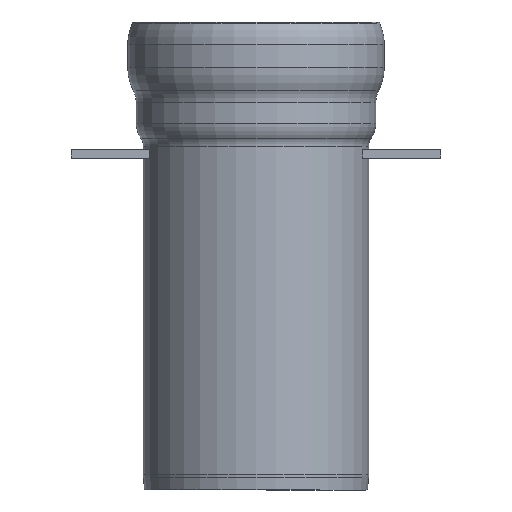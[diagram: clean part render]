
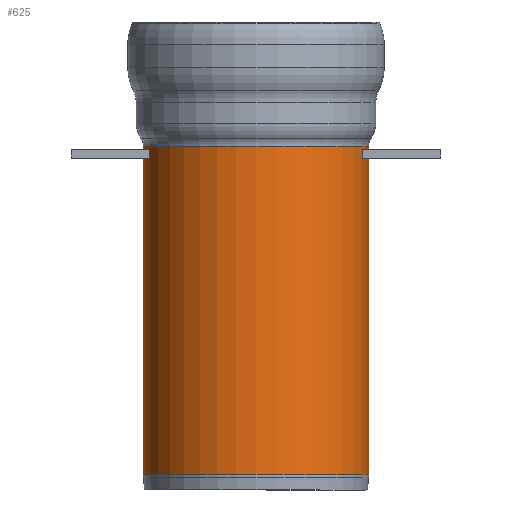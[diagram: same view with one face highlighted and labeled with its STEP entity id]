
A CAD part, front view. The second image highlights one B-rep face of the part: STEP entity #625.
In plain terms, the highlighted cylindrical face has radius 795 mm (diameter 1590 mm), a full revolution.
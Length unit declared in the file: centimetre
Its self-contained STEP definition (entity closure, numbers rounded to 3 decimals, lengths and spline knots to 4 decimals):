
#73=FACE_OUTER_BOUND('',#113,.T.);
#113=EDGE_LOOP('',(#459,#460,#461,#462,#463,#464));
#147=CIRCLE('',#669,79.5);
#151=CIRCLE('',#673,79.5);
#152=CIRCLE('',#675,79.5);
#153=CIRCLE('',#676,79.5);
#212=LINE('',#1669,#246);
#246=VECTOR('',#802,79.5);
#279=VERTEX_POINT('',#1655);
#280=VERTEX_POINT('',#1656);
#283=VERTEX_POINT('',#1665);
#284=VERTEX_POINT('',#1666);
#344=EDGE_CURVE('',#279,#280,#147,.T.);
#348=EDGE_CURVE('',#280,#279,#151,.T.);
#349=EDGE_CURVE('',#283,#284,#152,.T.);
#350=EDGE_CURVE('',#284,#283,#153,.T.);
#351=EDGE_CURVE('',#284,#279,#212,.T.);
#459=ORIENTED_EDGE('',*,*,#349,.F.);
#460=ORIENTED_EDGE('',*,*,#350,.F.);
#461=ORIENTED_EDGE('',*,*,#351,.T.);
#462=ORIENTED_EDGE('',*,*,#348,.F.);
#463=ORIENTED_EDGE('',*,*,#344,.F.);
#464=ORIENTED_EDGE('',*,*,#351,.F.);
#612=CYLINDRICAL_SURFACE('',#674,79.5);
#625=ADVANCED_FACE('',(#73),#612,.T.);
#669=AXIS2_PLACEMENT_3D('',#1657,#786,#787);
#673=AXIS2_PLACEMENT_3D('',#1663,#794,#795);
#674=AXIS2_PLACEMENT_3D('',#1664,#796,#797);
#675=AXIS2_PLACEMENT_3D('',#1667,#798,#799);
#676=AXIS2_PLACEMENT_3D('',#1668,#800,#801);
#786=DIRECTION('center_axis',(0.,0.,
-1.));
#787=DIRECTION('ref_axis',(1.,0.,0.));
#794=DIRECTION('center_axis',(0.,0.,
-1.));
#795=DIRECTION('ref_axis',(1.,0.,0.));
#796=DIRECTION('center_axis',(0.,0.,
1.));
#797=DIRECTION('ref_axis',(-1.,0.,0.));
#798=DIRECTION('center_axis',(0.,0.,
1.));
#799=DIRECTION('ref_axis',(-1.,0.,0.));
#800=DIRECTION('center_axis',(0.,0.,
1.));
#801=DIRECTION('ref_axis',(-1.,0.,0.));
#802=DIRECTION('',(0.,0.,-1.));
#1655=CARTESIAN_POINT('',(101.6258,54.1069,92.3483));
#1656=CARTESIAN_POINT('',(22.1258,133.6069,92.3483));
#1657=CARTESIAN_POINT('Origin',(22.1258,54.1069,92.3483));
#1663=CARTESIAN_POINT('Origin',(22.1258,54.1069,92.3483));
#1664=CARTESIAN_POINT('Origin',(22.1258,54.1069,-917.1251));
#1665=CARTESIAN_POINT('',(22.1258,133.6069,324.1656));
#1666=CARTESIAN_POINT('',(101.6258,54.1069,324.1656));
#1667=CARTESIAN_POINT('Origin',(22.1258,54.1069,324.1656));
#1668=CARTESIAN_POINT('Origin',(22.1258,54.1069,324.1656));
#1669=CARTESIAN_POINT('',(101.6258,54.1069,-917.1251));
